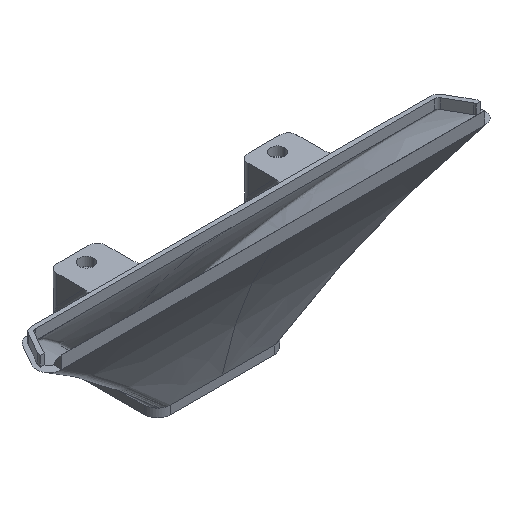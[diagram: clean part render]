
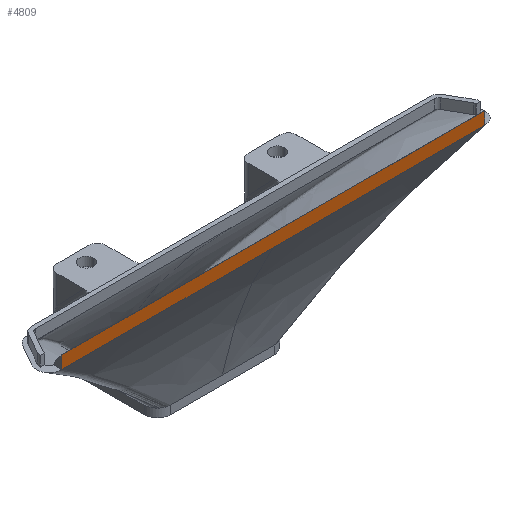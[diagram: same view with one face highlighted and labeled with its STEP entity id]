
A CAD part, isometric view. The second image highlights one B-rep face of the part: STEP entity #4809.
In plain terms, the highlighted planar face has unit normal (0, -1, 0).
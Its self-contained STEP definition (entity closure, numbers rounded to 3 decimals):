
#9 = CARTESIAN_POINT ( 'NONE',  ( -49.809, 2., -8. ) ) ;
#221 = VERTEX_POINT ( 'NONE', #4776 ) ;
#548 = ORIENTED_EDGE ( 'NONE', *, *, #959, .F. ) ;
#613 = LINE ( 'NONE', #3008, #2586 ) ;
#626 = VECTOR ( 'NONE', #4014, 1000. ) ;
#865 = VECTOR ( 'NONE', #2990, 1000. ) ;
#888 = VECTOR ( 'NONE', #2898, 1000. ) ;
#919 = LINE ( 'NONE', #1297, #3221 ) ;
#959 = EDGE_CURVE ( 'NONE', #3290, #2160, #1009, .T. ) ;
#971 = CARTESIAN_POINT ( 'NONE',  ( 49.809, 2., -8. ) ) ;
#1009 = LINE ( 'NONE', #2954, #888 ) ;
#1052 = FACE_OUTER_BOUND ( 'NONE', #1492, .T. ) ;
#1207 = ORIENTED_EDGE ( 'NONE', *, *, #3932, .F. ) ;
#1297 = CARTESIAN_POINT ( 'NONE',  ( 49.809, 2., -8. ) ) ;
#1492 = EDGE_LOOP ( 'NONE', ( #4658, #1207, #548, #2116, #4092 ) ) ;
#1652 = CARTESIAN_POINT ( 'NONE',  ( -49.809, 2., -5. ) ) ;
#1700 = CARTESIAN_POINT ( 'NONE',  ( 49.809, 2., -5. ) ) ;
#1799 = DIRECTION ( 'NONE',  ( 0., 0., -1. ) ) ;
#1917 = LINE ( 'NONE', #971, #865 ) ;
#2115 = DIRECTION ( 'NONE',  ( -1., 0., 0. ) ) ;
#2116 = ORIENTED_EDGE ( 'NONE', *, *, #4722, .T. ) ;
#2160 = VERTEX_POINT ( 'NONE', #4850 ) ;
#2300 = LINE ( 'NONE', #1652, #626 ) ;
#2469 = AXIS2_PLACEMENT_3D ( 'NONE', #1700, #4459, #2115 ) ;
#2586 = VECTOR ( 'NONE', #1799, 1000. ) ;
#2766 = VERTEX_POINT ( 'NONE', #9 ) ;
#2898 = DIRECTION ( 'NONE',  ( 1., 0., 0. ) ) ;
#2954 = CARTESIAN_POINT ( 'NONE',  ( 49.809, 2., -5. ) ) ;
#2990 = DIRECTION ( 'NONE',  ( -1., 0., 0. ) ) ;
#3008 = CARTESIAN_POINT ( 'NONE',  ( 49.809, 2., -5. ) ) ;
#3221 = VECTOR ( 'NONE', #4068, 1000. ) ;
#3284 = PLANE ( 'NONE',  #2469 ) ;
#3290 = VERTEX_POINT ( 'NONE', #4756 ) ;
#3625 = EDGE_CURVE ( 'NONE', #4450, #221, #919, .T. ) ;
#3932 = EDGE_CURVE ( 'NONE', #2160, #4450, #613, .T. ) ;
#3940 = CARTESIAN_POINT ( 'NONE',  ( 49.809, 2., -8. ) ) ;
#4014 = DIRECTION ( 'NONE',  ( 0., 0., -1. ) ) ;
#4068 = DIRECTION ( 'NONE',  ( -1., 0., 0. ) ) ;
#4092 = ORIENTED_EDGE ( 'NONE', *, *, #5029, .F. ) ;
#4450 = VERTEX_POINT ( 'NONE', #3940 ) ;
#4459 = DIRECTION ( 'NONE',  ( 0., 1., 0. ) ) ;
#4658 = ORIENTED_EDGE ( 'NONE', *, *, #3625, .F. ) ;
#4722 = EDGE_CURVE ( 'NONE', #3290, #2766, #2300, .T. ) ;
#4756 = CARTESIAN_POINT ( 'NONE',  ( -49.809, 2., -5. ) ) ;
#4776 = CARTESIAN_POINT ( 'NONE',  ( 0., 2., -8. ) ) ;
#4809 = ADVANCED_FACE ( 'NONE', ( #1052 ), #3284, .F. ) ;
#4850 = CARTESIAN_POINT ( 'NONE',  ( 49.809, 2.001, -5. ) ) ;
#5029 = EDGE_CURVE ( 'NONE', #221, #2766, #1917, .T. ) ;
